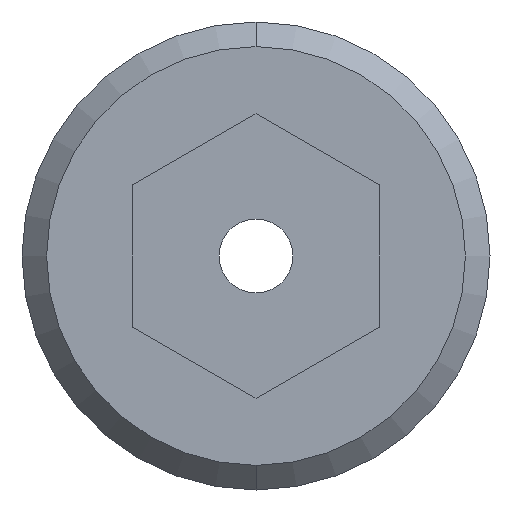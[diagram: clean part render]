
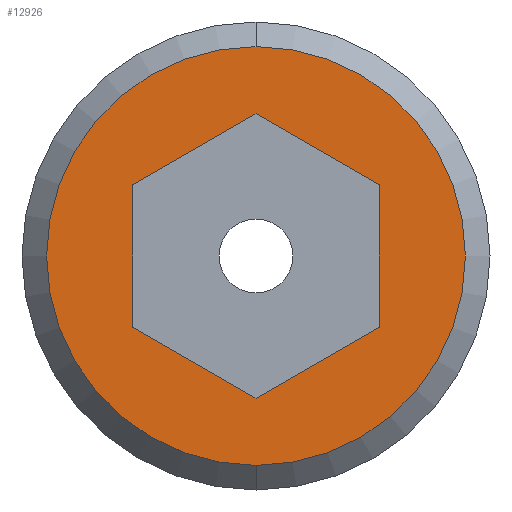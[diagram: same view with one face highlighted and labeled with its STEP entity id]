
A CAD part, left-side view. The second image highlights one B-rep face of the part: STEP entity #12926.
In plain terms, the highlighted planar face has unit normal (-1, 0, 0).
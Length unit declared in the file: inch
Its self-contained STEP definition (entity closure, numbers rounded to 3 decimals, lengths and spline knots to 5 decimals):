
#6014=CARTESIAN_POINT('',(-0.162,0.,0.));
#6015=DIRECTION('',(-1.,0.,0.));
#6016=DIRECTION('',(0.,1.,0.));
#6017=AXIS2_PLACEMENT_3D('',#6014,#6015,#6016);
#6032=DIRECTION('',(0.,0.5,0.866));
#6033=VECTOR('',#6032,0.08083);
#6034=CARTESIAN_POINT('',(-0.162,0.04041,-0.07));
#6035=LINE('',#6034,#6033);
#6036=DIRECTION('',(0.,1.,0.));
#6037=VECTOR('',#6036,0.08083);
#6038=CARTESIAN_POINT('',(-0.162,-0.04041,-0.07));
#6039=LINE('',#6038,#6037);
#6040=DIRECTION('',(0.,0.5,-0.866));
#6041=VECTOR('',#6040,0.08083);
#6042=CARTESIAN_POINT('',(-0.162,-0.08083,0.));
#6043=LINE('',#6042,#6041);
#6044=DIRECTION('',(0.,-0.5,-0.866));
#6045=VECTOR('',#6044,0.08083);
#6046=CARTESIAN_POINT('',(-0.162,-0.04041,0.07));
#6047=LINE('',#6046,#6045);
#6048=DIRECTION('',(0.,-1.,0.));
#6049=VECTOR('',#6048,0.08083);
#6050=CARTESIAN_POINT('',(-0.162,0.04041,0.07));
#6051=LINE('',#6050,#6049);
#6052=DIRECTION('',(0.,-0.5,0.866));
#6053=VECTOR('',#6052,0.08083);
#6054=CARTESIAN_POINT('',(-0.162,0.08083,0.));
#6055=LINE('',#6054,#6053);
#6056=CARTESIAN_POINT('',(-0.162,0.,0.));
#6057=DIRECTION('',(1.,0.,0.));
#6058=DIRECTION('',(0.,1.,0.));
#6059=AXIS2_PLACEMENT_3D('',#6056,#6057,#6058);
#6434=CARTESIAN_POINT('',(-0.162,0.119,0.));
#6435=CARTESIAN_POINT('',(-0.162,-0.119,0.));
#6436=VERTEX_POINT('',#6434);
#6437=VERTEX_POINT('',#6435);
#6454=CARTESIAN_POINT('',(-0.162,0.04041,-0.07));
#6455=CARTESIAN_POINT('',(-0.162,0.08083,0.));
#6456=VERTEX_POINT('',#6454);
#6457=VERTEX_POINT('',#6455);
#6458=CARTESIAN_POINT('',(-0.162,-0.04041,-0.07));
#6459=VERTEX_POINT('',#6458);
#6460=CARTESIAN_POINT('',(-0.162,-0.08083,0.));
#6461=VERTEX_POINT('',#6460);
#6462=CARTESIAN_POINT('',(-0.162,-0.04041,0.07));
#6463=VERTEX_POINT('',#6462);
#6464=CARTESIAN_POINT('',(-0.162,0.04041,0.07));
#6465=VERTEX_POINT('',#6464);
#12902=CARTESIAN_POINT('',(-0.162,0.,0.));
#12903=DIRECTION('',(1.,0.,0.));
#12904=DIRECTION('',(0.,-1.,0.));
#12905=AXIS2_PLACEMENT_3D('',#12902,#12903,#12904);
#12906=PLANE('',#12905);
#12907=ORIENTED_EDGE('',*,*,#12892,.F.);
#12909=ORIENTED_EDGE('',*,*,#12908,.T.);
#12910=EDGE_LOOP('',(#12907,#12909));
#12911=FACE_OUTER_BOUND('',#12910,.F.);
#12913=ORIENTED_EDGE('',*,*,#12912,.F.);
#12915=ORIENTED_EDGE('',*,*,#12914,.F.);
#12917=ORIENTED_EDGE('',*,*,#12916,.F.);
#12919=ORIENTED_EDGE('',*,*,#12918,.F.);
#12921=ORIENTED_EDGE('',*,*,#12920,.F.);
#12923=ORIENTED_EDGE('',*,*,#12922,.F.);
#12924=EDGE_LOOP('',(#12913,#12915,#12917,#12919,#12921,#12923));
#12925=FACE_BOUND('',#12924,.F.);
#6018=CIRCLE('',#6017,0.119);
#6060=CIRCLE('',#6059,0.119);
#12892=EDGE_CURVE('',#6436,#6437,#6018,.T.);
#12908=EDGE_CURVE('',#6436,#6437,#6060,.T.);
#12912=EDGE_CURVE('',#6456,#6457,#6035,.T.);
#12914=EDGE_CURVE('',#6459,#6456,#6039,.T.);
#12916=EDGE_CURVE('',#6461,#6459,#6043,.T.);
#12918=EDGE_CURVE('',#6463,#6461,#6047,.T.);
#12920=EDGE_CURVE('',#6465,#6463,#6051,.T.);
#12922=EDGE_CURVE('',#6457,#6465,#6055,.T.);
#12926=ADVANCED_FACE('',(#12911,#12925),#12906,.F.);
